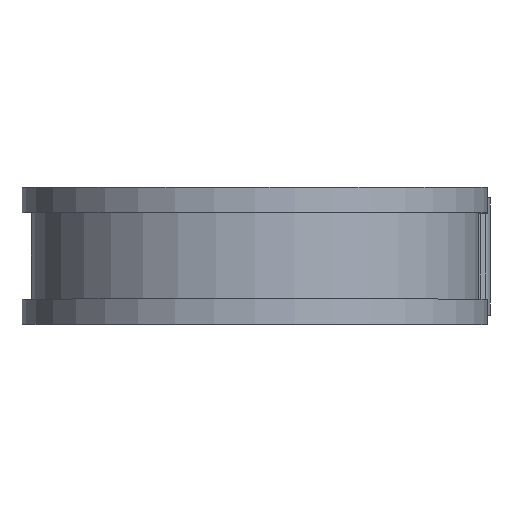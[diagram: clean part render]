
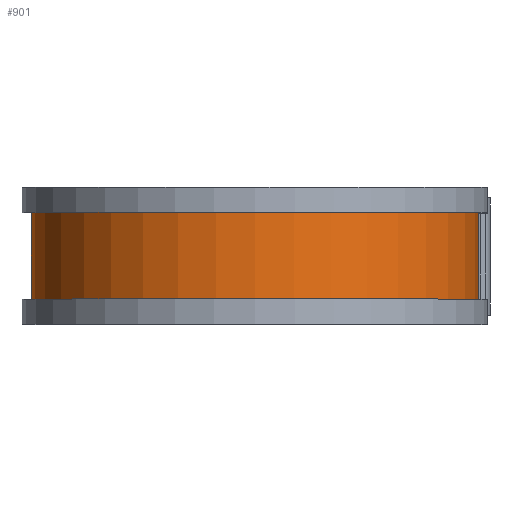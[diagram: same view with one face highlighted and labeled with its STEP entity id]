
A CAD part, top view. The second image highlights one B-rep face of the part: STEP entity #901.
In plain terms, the highlighted cylindrical face has radius 36.081 mm (diameter 72.161 mm), a partial arc.
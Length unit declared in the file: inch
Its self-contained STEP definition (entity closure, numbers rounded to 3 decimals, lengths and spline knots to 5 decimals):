
#83 = CARTESIAN_POINT ( 'NONE',  ( 1.4205, 0.375, 0. ) ) ;
#84 = CARTESIAN_POINT ( 'NONE',  ( 0., 0.375, 0. ) ) ;
#216 = CARTESIAN_POINT ( 'NONE',  ( 0., 0.275, -1.4205 ) ) ;
#238 = VERTEX_POINT ( 'NONE', #216 ) ;
#310 = EDGE_LOOP ( 'NONE', ( #864, #1529, #334, #1754 ) ) ;
#334 = ORIENTED_EDGE ( 'NONE', *, *, #1753, .T. ) ;
#353 = CIRCLE ( 'NONE', #944, 1.4205 ) ;
#406 = DIRECTION ( 'NONE',  ( 0., -1., 0. ) ) ;
#542 = EDGE_CURVE ( 'NONE', #582, #238, #821, .T. ) ;
#582 = VERTEX_POINT ( 'NONE', #1218 ) ;
#584 = CARTESIAN_POINT ( 'NONE',  ( 1.4205, -0.275, 0. ) ) ;
#765 = AXIS2_PLACEMENT_3D ( 'NONE', #1261, #1312, #1447 ) ;
#796 = CARTESIAN_POINT ( 'NONE',  ( 0., -0.275, -1.4205 ) ) ;
#821 = CIRCLE ( 'NONE', #765, 1.4205 ) ;
#864 = ORIENTED_EDGE ( 'NONE', *, *, #1569, .F. ) ;
#901 = ADVANCED_FACE ( 'NONE', ( #1387 ), #1520, .T. ) ;
#944 = AXIS2_PLACEMENT_3D ( 'NONE', #1087, #1095, #1115 ) ;
#978 = EDGE_CURVE ( 'NONE', #1356, #1752, #353, .T. ) ;
#1021 = DIRECTION ( 'NONE',  ( 0., -1., 0. ) ) ;
#1087 = CARTESIAN_POINT ( 'NONE',  ( 0., -0.275, 0. ) ) ;
#1095 = DIRECTION ( 'NONE',  ( 0., -1., 0. ) ) ;
#1115 = DIRECTION ( 'NONE',  ( 0., 0., -1. ) ) ;
#1217 = VECTOR ( 'NONE', #406, 39.37008 ) ;
#1218 = CARTESIAN_POINT ( 'NONE',  ( 1.4205, 0.275, 0. ) ) ;
#1261 = CARTESIAN_POINT ( 'NONE',  ( 0., 0.275, 0. ) ) ;
#1273 = LINE ( 'NONE', #83, #1311 ) ;
#1311 = VECTOR ( 'NONE', #1021, 39.37008 ) ;
#1312 = DIRECTION ( 'NONE',  ( 0., -1., 0. ) ) ;
#1356 = VERTEX_POINT ( 'NONE', #584 ) ;
#1387 = FACE_OUTER_BOUND ( 'NONE', #310, .T. ) ;
#1447 = DIRECTION ( 'NONE',  ( 0., 0., -1. ) ) ;
#1483 = AXIS2_PLACEMENT_3D ( 'NONE', #84, #1607, #1669 ) ;
#1520 = CYLINDRICAL_SURFACE ( 'NONE', #1483, 1.4205 ) ;
#1529 = ORIENTED_EDGE ( 'NONE', *, *, #542, .T. ) ;
#1564 = LINE ( 'NONE', #1727, #1217 ) ;
#1569 = EDGE_CURVE ( 'NONE', #582, #1356, #1273, .T. ) ;
#1607 = DIRECTION ( 'NONE',  ( 0., -1., 0. ) ) ;
#1669 = DIRECTION ( 'NONE',  ( 0., 0., -1. ) ) ;
#1727 = CARTESIAN_POINT ( 'NONE',  ( 0., 0.375, -1.4205 ) ) ;
#1752 = VERTEX_POINT ( 'NONE', #796 ) ;
#1753 = EDGE_CURVE ( 'NONE', #238, #1752, #1564, .T. ) ;
#1754 = ORIENTED_EDGE ( 'NONE', *, *, #978, .F. ) ;
